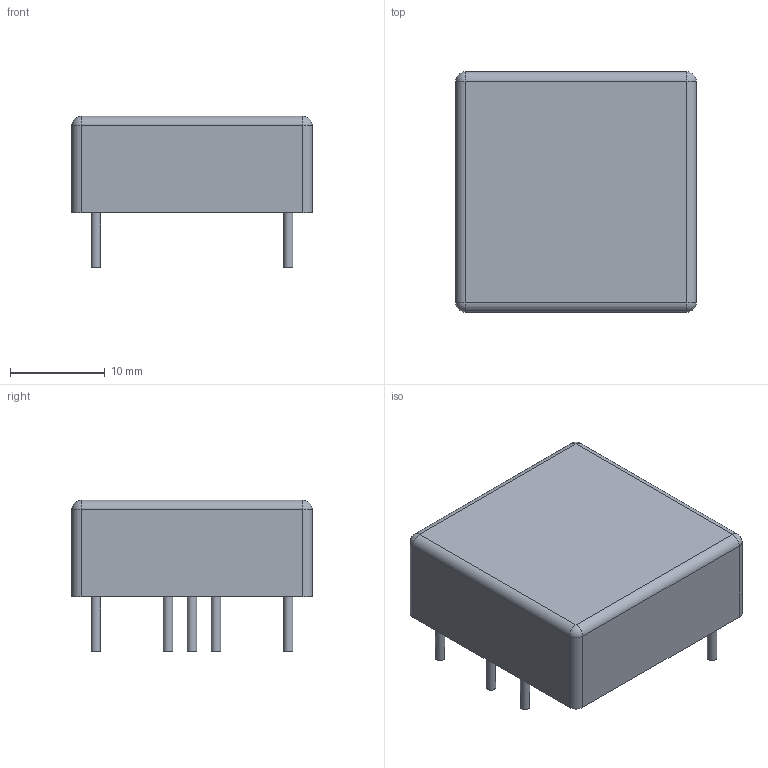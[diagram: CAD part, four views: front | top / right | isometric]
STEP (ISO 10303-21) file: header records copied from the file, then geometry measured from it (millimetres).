
FILE_DESCRIPTION(('FreeCAD Model'),'2;1');
FILE_NAME('Open CASCADE Shape Model','2024-09-24T15:17:57',(''),(''), 'Open CASCADE STEP processor 7.6','FreeCAD','Unknown');
FILE_SCHEMA(('AUTOMOTIVE_DESIGN { 1 0 10303 214 1 1 1 1 }'));
Length unit declared in the file: millimetre
Products named in the file (8): DBWS_ER; pin 1; pin 5; pin 6; pin 2; pin 4; pin 3; case
Assembly tree (7 placements, depth 2):
  DBWS_ER
    pin 1
    pin 5
    pin 6
    pin 2
    pin 4
    pin 3
    case
Bounding box: 25.4 x 25.4 x 16 mm (x, y, z)
Volume: 6578.1 mm3; surface area: 2382.8 mm2
Topology: 7 solids, 7 shells, 36 faces, 58 edges, 32 vertices
Faces by surface type: plane 18, cylinder 14, sphere 4
Full cylindrical faces by diameter (mm): 1 x6
Entity records: 1675 total; most frequent: DIRECTION 261, CARTESIAN_POINT 260, ORIENTED_EDGE 108, PCURVE 108, DEFINITIONAL_REPRESENTATION 108, LINE 102, VECTOR 102, AXIS2_PLACEMENT_3D 72
